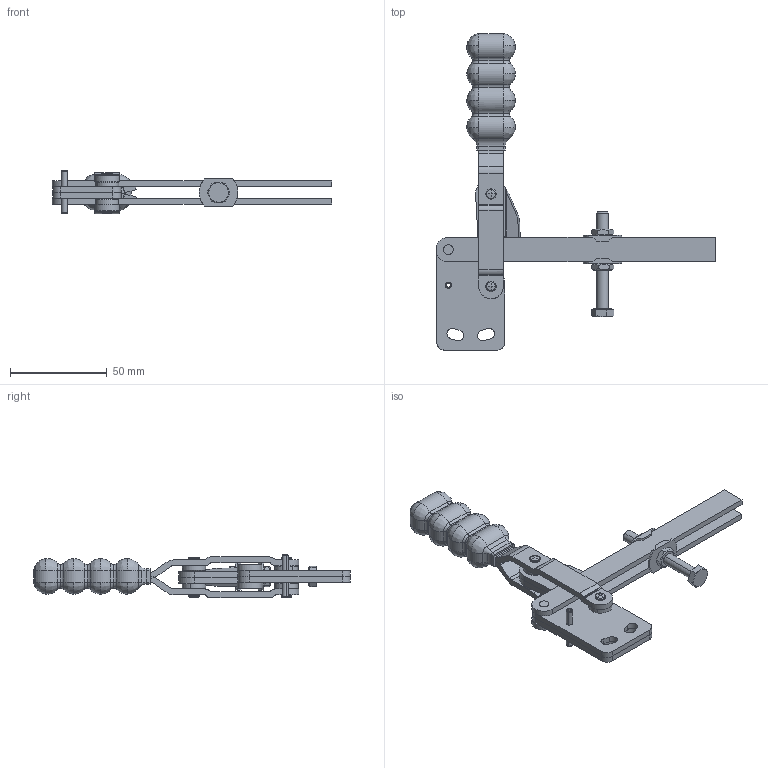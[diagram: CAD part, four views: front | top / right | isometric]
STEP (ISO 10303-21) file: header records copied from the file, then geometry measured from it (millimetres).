
FILE_DESCRIPTION(('CATIA V5 STEP Exchange'),'2;1');
FILE_NAME('VERTIKALSPANNER_TS_V_230_U_L100_357850_TUENKERS.stp','2019-02-06T07:05:41+00:00',('none'),('none'),'CATIA Version 5 Release 19 SP 9 (IN-10)','CATIA V5 STEP AP214','none');
FILE_SCHEMA(('AUTOMOTIVE_DESIGN { 1 0 10303 214 1 1 1 1 }'));
Length unit declared in the file: millimetre
Products named in the file (1): VERTIKALSPANNER_TS_V_230_U_L100_357850
Bounding box: 144.35 x 163.14 x 22.45 mm (x, y, z)
Volume: 52949.7 mm3; surface area: 29585.9 mm2
Topology: 1 solids, 3 shells, 826 faces, 2387 edges, 1462 vertices
Faces by surface type: cylinder 336, plane 328, cone 54, torus 52, bspline 40, sphere 16
Entity records: 27105 total; most frequent: CARTESIAN_POINT 6817, ORIENTED_EDGE 4742, DIRECTION 3345, EDGE_CURVE 2371, AXIS2_PLACEMENT_3D 1481, VERTEX_POINT 1462, VECTOR 1257, LINE 1257
